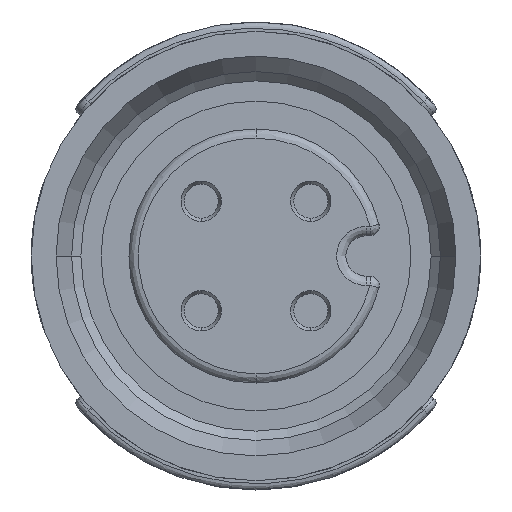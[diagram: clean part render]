
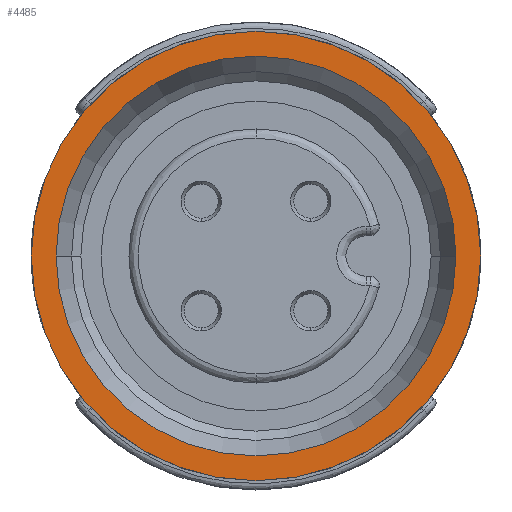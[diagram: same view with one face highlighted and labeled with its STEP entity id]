
A CAD part, left-side view. The second image highlights one B-rep face of the part: STEP entity #4485.
In plain terms, the highlighted planar face has unit normal (-1, 0, 0).
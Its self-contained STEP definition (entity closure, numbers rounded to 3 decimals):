
#1045 = EDGE_CURVE ( 'NONE', #15974, #19729, #5400, .T. ) ;
#1427 = CIRCLE ( 'NONE', #10740, 7.25 ) ;
#1758 = AXIS2_PLACEMENT_3D ( 'NONE', #16701, #10336, #2743 ) ;
#2070 = DIRECTION ( 'NONE',  ( 0., 1., 0. ) ) ;
#2095 = DIRECTION ( 'NONE',  ( -1., 0., 0. ) ) ;
#2122 = CARTESIAN_POINT ( 'NONE',  ( -12.816, 31.332, 0. ) ) ;
#2619 = ORIENTED_EDGE ( 'NONE', *, *, #18399, .F. ) ;
#2681 = DIRECTION ( 'NONE',  ( -1., 0., 0. ) ) ;
#2743 = DIRECTION ( 'NONE',  ( 0., -1., 0. ) ) ;
#4249 = PLANE ( 'NONE',  #1758 ) ;
#4485 = ADVANCED_FACE ( 'NONE', ( #7072, #4570 ), #4249, .F. ) ;
#4570 = FACE_BOUND ( 'NONE', #7871, .T. ) ;
#4619 = ORIENTED_EDGE ( 'NONE', *, *, #9451, .F. ) ;
#5400 = CIRCLE ( 'NONE', #16256, 6.45 ) ;
#5410 = CARTESIAN_POINT ( 'NONE',  ( -12.816, 24.082, 0. ) ) ;
#5466 = VERTEX_POINT ( 'NONE', #7183 ) ;
#7072 = FACE_OUTER_BOUND ( 'NONE', #8062, .T. ) ;
#7183 = CARTESIAN_POINT ( 'NONE',  ( -12.816, 38.582, 0. ) ) ;
#7466 = CARTESIAN_POINT ( 'NONE',  ( -12.816, 31.332, 0. ) ) ;
#7514 = AXIS2_PLACEMENT_3D ( 'NONE', #11813, #2681, #13427 ) ;
#7750 = CARTESIAN_POINT ( 'NONE',  ( -12.816, 31.332, 0. ) ) ;
#7871 = EDGE_LOOP ( 'NONE', ( #19371, #2619 ) ) ;
#8062 = EDGE_LOOP ( 'NONE', ( #4619, #19532 ) ) ;
#9023 = DIRECTION ( 'NONE',  ( 0., 1., 0. ) ) ;
#9305 = DIRECTION ( 'NONE',  ( 0., 1., 0. ) ) ;
#9451 = EDGE_CURVE ( 'NONE', #5466, #15012, #17690, .T. ) ;
#9991 = CARTESIAN_POINT ( 'NONE',  ( -12.816, 24.882, 0. ) ) ;
#10146 = CARTESIAN_POINT ( 'NONE',  ( -12.816, 37.782, 0. ) ) ;
#10336 = DIRECTION ( 'NONE',  ( 1., 0., 0. ) ) ;
#10740 = AXIS2_PLACEMENT_3D ( 'NONE', #7466, #18548, #9023 ) ;
#11730 = AXIS2_PLACEMENT_3D ( 'NONE', #7750, #18835, #9305 ) ;
#11813 = CARTESIAN_POINT ( 'NONE',  ( -12.816, 31.332, 0. ) ) ;
#12643 = CIRCLE ( 'NONE', #7514, 6.45 ) ;
#13427 = DIRECTION ( 'NONE',  ( 0., 1., 0. ) ) ;
#13636 = EDGE_CURVE ( 'NONE', #15012, #5466, #1427, .T. ) ;
#15012 = VERTEX_POINT ( 'NONE', #5410 ) ;
#15974 = VERTEX_POINT ( 'NONE', #10146 ) ;
#16256 = AXIS2_PLACEMENT_3D ( 'NONE', #2122, #2095, #2070 ) ;
#16701 = CARTESIAN_POINT ( 'NONE',  ( -12.816, 31.332, -7.25 ) ) ;
#17690 = CIRCLE ( 'NONE', #11730, 7.25 ) ;
#18399 = EDGE_CURVE ( 'NONE', #19729, #15974, #12643, .T. ) ;
#18548 = DIRECTION ( 'NONE',  ( 1., 0., 0. ) ) ;
#18835 = DIRECTION ( 'NONE',  ( 1., 0., 0. ) ) ;
#19371 = ORIENTED_EDGE ( 'NONE', *, *, #1045, .F. ) ;
#19532 = ORIENTED_EDGE ( 'NONE', *, *, #13636, .F. ) ;
#19729 = VERTEX_POINT ( 'NONE', #9991 ) ;
